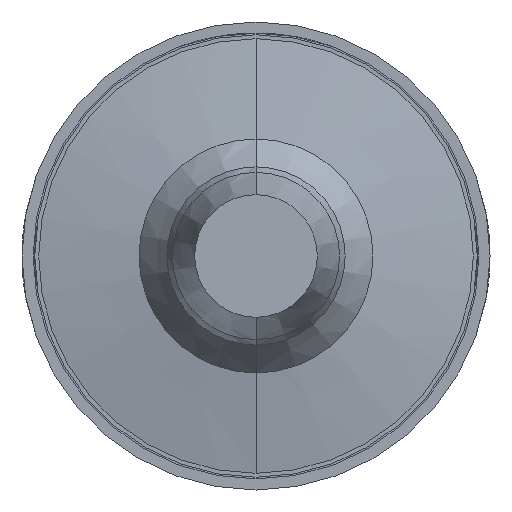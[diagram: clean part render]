
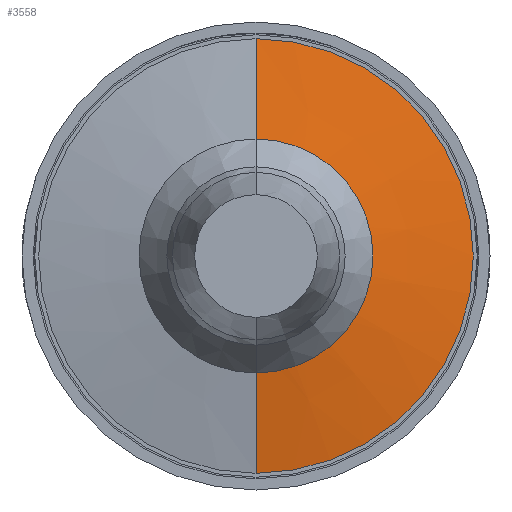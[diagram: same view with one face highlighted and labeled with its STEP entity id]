
A CAD part, front view. The second image highlights one B-rep face of the part: STEP entity #3558.
In plain terms, the highlighted conical face has half-angle 80.134 degrees and reference radius 0.8 mm.
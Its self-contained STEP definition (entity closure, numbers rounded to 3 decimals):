
#242 = CARTESIAN_POINT ( 'NONE',  ( 0., -29.9, 0. ) ) ;
#272 = EDGE_CURVE ( 'Defeature ausgef�hrt1_32+Defeature ausgef�hrt1_33+Defeature ausgef�hrt1_33+Defeature ausgef�hrt1_33', #4284, #3891, #2242, .T. ) ;
#485 = CARTESIAN_POINT ( 'NONE',  ( 0., -29.7, -1.95 ) ) ;
#498 = ORIENTED_EDGE ( 'NONE', *, *, #1853, .T. ) ;
#564 = LINE ( 'NONE', #695, #712 ) ;
#638 = CARTESIAN_POINT ( 'NONE',  ( 0., -29.9, -0.8 ) ) ;
#695 = CARTESIAN_POINT ( 'NONE',  ( 0., -29.9, 0.8 ) ) ;
#712 = VECTOR ( 'NONE', #1537, 1000. ) ;
#737 = EDGE_CURVE ( 'NONE', #3891, #4952, #564, .T. ) ;
#1230 = DIRECTION ( 'NONE',  ( 0., -1., 0. ) ) ;
#1249 = DIRECTION ( 'NONE',  ( 0., 0., -1. ) ) ;
#1537 = DIRECTION ( 'NONE',  ( 0., 0.171, 0.985 ) ) ;
#1853 = EDGE_CURVE ( 'NONE', #4284, #4303, #4039, .T. ) ;
#1869 = AXIS2_PLACEMENT_3D ( 'NONE', #2141, #2122, #2599 ) ;
#1923 = CARTESIAN_POINT ( 'NONE',  ( 0., -29.9, 0.8 ) ) ;
#2122 = DIRECTION ( 'NONE',  ( 0., -1., 0. ) ) ;
#2141 = CARTESIAN_POINT ( 'NONE',  ( 0., -29.9, 0. ) ) ;
#2242 = CIRCLE ( 'NONE', #1869, 0.8 ) ;
#2517 = DIRECTION ( 'NONE',  ( 0., 1., 0. ) ) ;
#2599 = DIRECTION ( 'NONE',  ( 0., 0., -1. ) ) ;
#2759 = ORIENTED_EDGE ( 'NONE', *, *, #4148, .T. ) ;
#3012 = CONICAL_SURFACE ( 'NONE', #3937, 0.8, 1.399 ) ;
#3078 = AXIS2_PLACEMENT_3D ( 'NONE', #5828, #1230, #1249 ) ;
#3532 = CARTESIAN_POINT ( 'NONE',  ( 0., -29.7, 1.95 ) ) ;
#3558 = ADVANCED_FACE ( 'Defeature ausgef�hrt1_33', ( #4402 ), #3012, .T. ) ;
#3891 = VERTEX_POINT ( 'NONE', #1923 ) ;
#3937 = AXIS2_PLACEMENT_3D ( 'NONE', #242, #2517, #4859 ) ;
#3991 = ORIENTED_EDGE ( 'NONE', *, *, #737, .F. ) ;
#4039 = LINE ( 'NONE', #638, #4769 ) ;
#4148 = EDGE_CURVE ( 'Defeature ausgef�hrt1_33+Defeature ausgef�hrt1_34+Defeature ausgef�hrt1_34+Defeature ausgef�hrt1_34', #4303, #4952, #5265, .T. ) ;
#4284 = VERTEX_POINT ( 'NONE', #4590 ) ;
#4303 = VERTEX_POINT ( 'NONE', #485 ) ;
#4402 = FACE_OUTER_BOUND ( 'NONE', #5195, .T. ) ;
#4590 = CARTESIAN_POINT ( 'NONE',  ( 0., -29.9, -0.8 ) ) ;
#4745 = DIRECTION ( 'NONE',  ( 0., 0.171, -0.985 ) ) ;
#4769 = VECTOR ( 'NONE', #4745, 1000. ) ;
#4859 = DIRECTION ( 'NONE',  ( 0., 0., 1. ) ) ;
#4952 = VERTEX_POINT ( 'NONE', #3532 ) ;
#5195 = EDGE_LOOP ( 'NONE', ( #5670, #498, #2759, #3991 ) ) ;
#5265 = CIRCLE ( 'NONE', #3078, 1.95 ) ;
#5670 = ORIENTED_EDGE ( 'NONE', *, *, #272, .F. ) ;
#5828 = CARTESIAN_POINT ( 'NONE',  ( 0., -29.7, 0. ) ) ;
